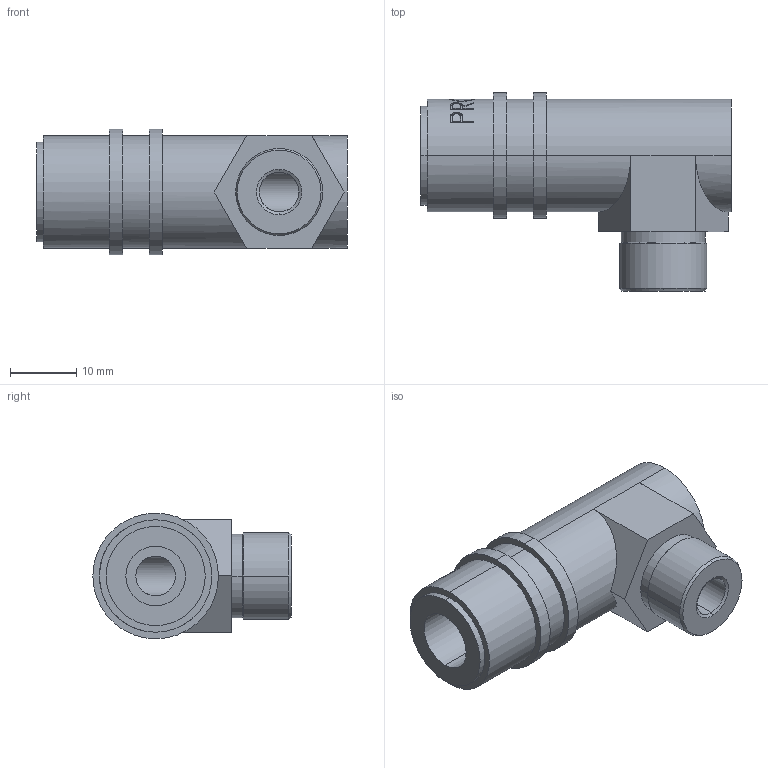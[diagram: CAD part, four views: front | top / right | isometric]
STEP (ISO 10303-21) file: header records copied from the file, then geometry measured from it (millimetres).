
FILE_DESCRIPTION (( 'STEP AP203' ), '1' );
FILE_NAME ('59dc.STEP', '2022-08-06T13:17:44', ( '' ), ( '' ), 'SwSTEP 2.0', 'SolidWorks 2019', '' );
FILE_SCHEMA (( 'CONFIG_CONTROL_DESIGN' ));
Length unit declared in the file: millimetre
Products named in the file (1): 59dc
Bounding box: 47 x 30 x 19 mm (x, y, z)
Volume: 11195.5 mm3; surface area: 5462.7 mm2
Topology: 3 solids, 3 shells, 128 faces, 322 edges, 212 vertices
Faces by surface type: plane 48, bspline 42, cylinder 32, cone 6
Entity records: 8662 total; most frequent: CARTESIAN_POINT 5824, ORIENTED_EDGE 644, DIRECTION 444, EDGE_CURVE 322, VERTEX_POINT 212, AXIS2_PLACEMENT_3D 177, EDGE_LOOP 146, B_SPLINE_CURVE_WITH_KNOTS 136
